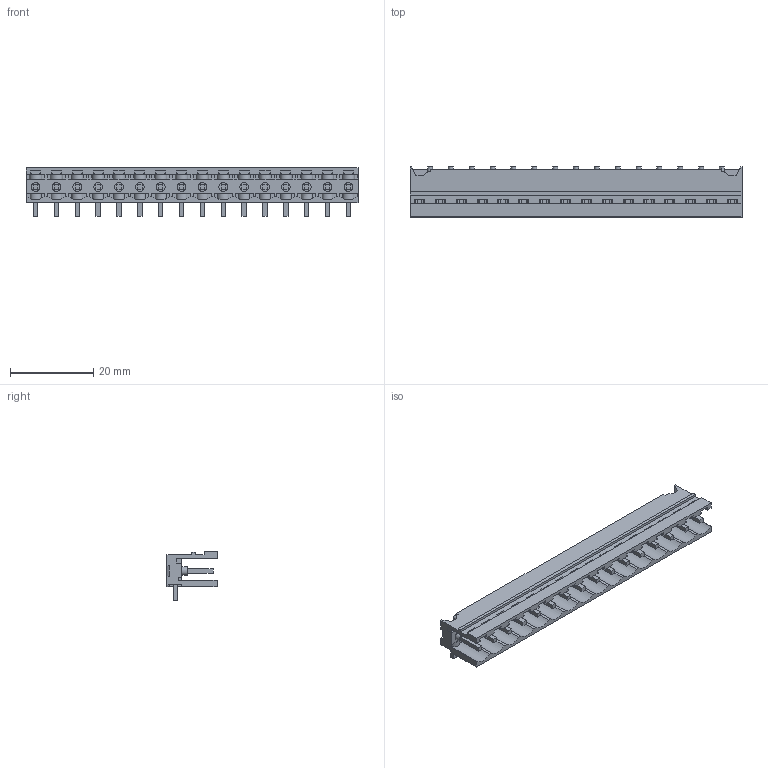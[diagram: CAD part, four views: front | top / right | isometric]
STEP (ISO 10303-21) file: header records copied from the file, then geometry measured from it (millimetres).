
FILE_DESCRIPTION(('CATIA V5 STEP Exchange','CAx-IF Rec.Pracs.--- Model Styling and Organization---1.2---2011-12-15'),'2;1');
FILE_NAME ('D1457090_0_1840030000_1840030000.stp','2018-03-08T08:02:50+00:00',('none'),('Weidmueller'),'CATIA Version 5-6 Release 2014','CATIA V5 STEP AP214','none');
FILE_SCHEMA(('AUTOMOTIVE_DESIGN { 1 0 10303 214 1 1 1 1 }'));
Length unit declared in the file: millimetre
Products named in the file (1): 1840030000
Bounding box: 79.6 x 12 x 11.63 mm (x, y, z)
Volume: 2798.6 mm3; surface area: 7003.3 mm2
Topology: 17 solids, 17 shells, 1037 faces, 3183 edges, 2148 vertices
Faces by surface type: plane 865, cylinder 172
Entity records: 32733 total; most frequent: CARTESIAN_POINT 6500, ORIENTED_EDGE 6366, DIRECTION 4047, EDGE_CURVE 3183, VECTOR 2663, LINE 2663, VERTEX_POINT 2148, EDGE_LOOP 1069
